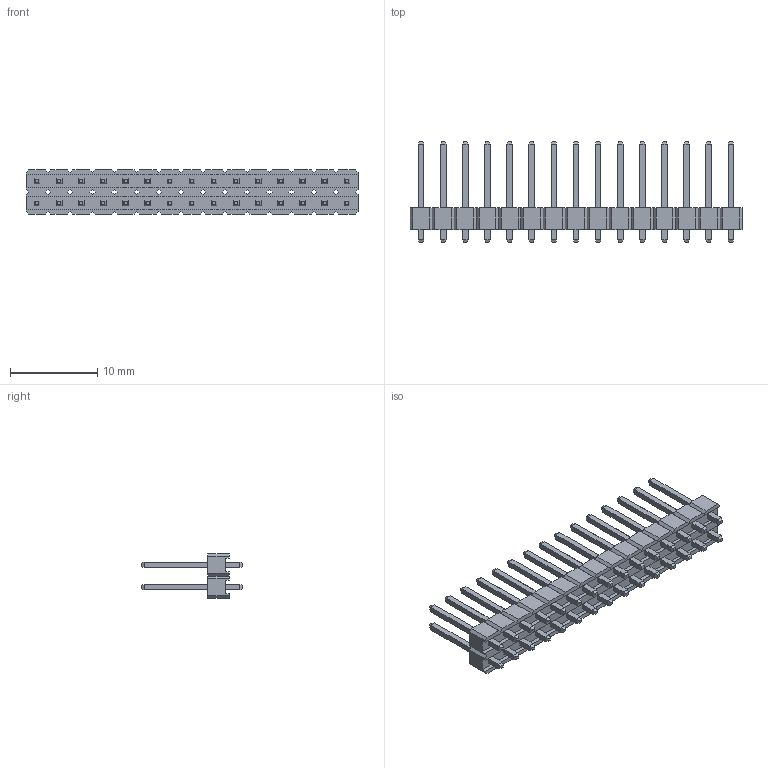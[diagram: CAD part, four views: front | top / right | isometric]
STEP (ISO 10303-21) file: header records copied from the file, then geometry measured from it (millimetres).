
FILE_DESCRIPTION (( 'STEP AP214' ), '1' );
FILE_NAME ('0_15_WA12071730488124.step', '2006-12-07T22:30:53', ( 'SysAdmin' ), ( 'SolidWorks' ), 'SwSTEP 2.0', 'SolidWorks 2007', '' );
FILE_SCHEMA (( 'AUTOMOTIVE_DESIGN' ));
Length unit declared in the file: millimetre
Products named in the file (1): 0_15_WA12071730488124
Bounding box: 38.1 x 11.6 x 5.08 mm (x, y, z)
Volume: 536.5 mm3; surface area: 1451.4 mm2
Topology: 1 solids, 1 shells, 704 faces, 1686 edges, 1044 vertices
Faces by surface type: plane 704
Entity records: 21533 total; most frequent: CARTESIAN_POINT 3435, ORIENTED_EDGE 3372, DIRECTION 3096, VECTOR 1686, LINE 1686, EDGE_CURVE 1686, VERTEX_POINT 1044, EDGE_LOOP 792
